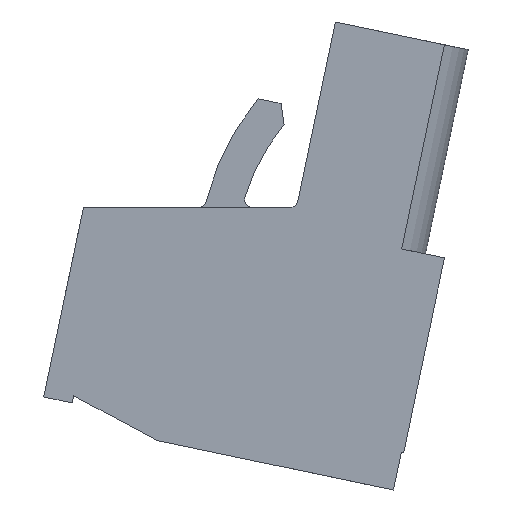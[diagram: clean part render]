
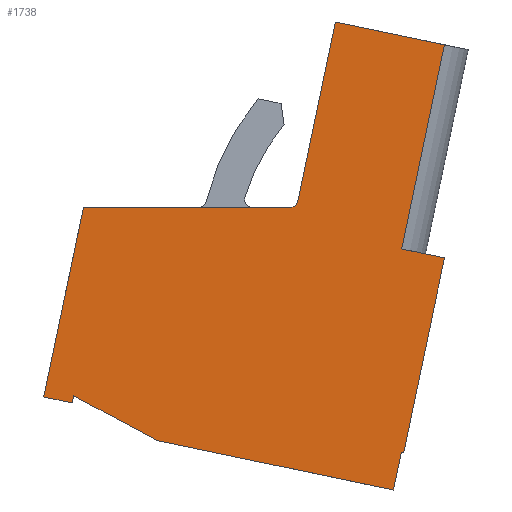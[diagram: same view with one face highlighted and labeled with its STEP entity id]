
A CAD part, left-side view. The second image highlights one B-rep face of the part: STEP entity #1738.
In plain terms, the highlighted planar face has unit normal (-1, 0, 0).
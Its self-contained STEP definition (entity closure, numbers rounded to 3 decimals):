
#24 = VERTEX_POINT ( 'NONE', #230 ) ;
#36 = EDGE_CURVE ( 'NONE', #4265, #4266, #274, .T. ) ;
#50 = EDGE_CURVE ( 'NONE', #4366, #24, #307, .T. ) ;
#78 = VERTEX_POINT ( 'NONE', #324 ) ;
#80 = EDGE_CURVE ( 'NONE', #87, #78, #323, .T. ) ;
#87 = VERTEX_POINT ( 'NONE', #372 ) ;
#230 = CARTESIAN_POINT ( 'NONE',  ( -15., 13.671, -8.076 ) ) ;
#271 = DIRECTION ( 'NONE',  ( 0., -0.979, -0.205 ) ) ;
#272 = VECTOR ( 'NONE', #271, 1000. ) ;
#273 = CARTESIAN_POINT ( 'NONE',  ( -15., 0.049, -10.11 ) ) ;
#274 = LINE ( 'NONE', #273, #272 ) ;
#304 = DIRECTION ( 'NONE',  ( 0., 0.205, -0.979 ) ) ;
#305 = VECTOR ( 'NONE', #304, 1000. ) ;
#306 = CARTESIAN_POINT ( 'NONE',  ( -15., 13.671, -8.076 ) ) ;
#307 = LINE ( 'NONE', #306, #305 ) ;
#319 = DIRECTION ( 'NONE',  ( 0., 0., 1. ) ) ;
#320 = DIRECTION ( 'NONE',  ( -1., 0., 0. ) ) ;
#321 = CARTESIAN_POINT ( 'NONE',  ( -15., 4.664, 0.3 ) ) ;
#322 = AXIS2_PLACEMENT_3D ( 'NONE', #321, #320, #319 ) ;
#323 = CIRCLE ( 'NONE', #322, 0.3 ) ;
#324 = CARTESIAN_POINT ( 'NONE',  ( -15., 4.371, 0.239 ) ) ;
#372 = CARTESIAN_POINT ( 'NONE',  ( -15., 4.664, 0. ) ) ;
#606 = CARTESIAN_POINT ( 'NONE',  ( -15., -1.779, 7.75 ) ) ;
#607 = AXIS2_PLACEMENT_3D ( 'NONE', #606, #665, #664 ) ;
#608 = PLANE ( 'NONE',  #607 ) ;
#613 = FACE_OUTER_BOUND ( 'NONE', #1800, .T. ) ;
#664 = DIRECTION ( 'NONE',  ( 0., 0., -1. ) ) ;
#665 = DIRECTION ( 'NONE',  ( 1., 0., 0. ) ) ;
#685 = DIRECTION ( 'NONE',  ( 0., -1., 0. ) ) ;
#686 = VECTOR ( 'NONE', #685, 1000. ) ;
#687 = CARTESIAN_POINT ( 'NONE',  ( -15., 6.583, 0. ) ) ;
#688 = LINE ( 'NONE', #687, #686 ) ;
#689 = CARTESIAN_POINT ( 'NONE',  ( -15., 13.207, 0. ) ) ;
#698 = DIRECTION ( 'NONE',  ( 0., 0.205, -0.979 ) ) ;
#699 = VECTOR ( 'NONE', #698, 1000. ) ;
#700 = CARTESIAN_POINT ( 'NONE',  ( -15., 14.026, -3.915 ) ) ;
#701 = LINE ( 'NONE', #700, #699 ) ;
#713 = DIRECTION ( 'NONE',  ( 0., -0.979, -0.205 ) ) ;
#714 = VECTOR ( 'NONE', #713, 1000. ) ;
#715 = CARTESIAN_POINT ( 'NONE',  ( -15., 14.258, -7.953 ) ) ;
#716 = LINE ( 'NONE', #715, #714 ) ;
#721 = CARTESIAN_POINT ( 'NONE',  ( -15., 14.846, -7.83 ) ) ;
#1738 = ADVANCED_FACE ( 'NONE', ( #613 ), #608, .F. ) ;
#1762 = VERTEX_POINT ( 'NONE', #689 ) ;
#1764 = EDGE_CURVE ( 'NONE', #1762, #87, #688, .T. ) ;
#1784 = VERTEX_POINT ( 'NONE', #721 ) ;
#1785 = ORIENTED_EDGE ( 'NONE', *, *, #4342, .T. ) ;
#1787 = ORIENTED_EDGE ( 'NONE', *, *, #50, .F. ) ;
#1789 = ORIENTED_EDGE ( 'NONE', *, *, #4377, .F. ) ;
#1790 = ORIENTED_EDGE ( 'NONE', *, *, #4287, .F. ) ;
#1791 = ORIENTED_EDGE ( 'NONE', *, *, #36, .T. ) ;
#1792 = ORIENTED_EDGE ( 'NONE', *, *, #4221, .F. ) ;
#1793 = EDGE_CURVE ( 'NONE', #1784, #24, #716, .T. ) ;
#1794 = ORIENTED_EDGE ( 'NONE', *, *, #4236, .F. ) ;
#1800 = EDGE_LOOP ( 'NONE', ( #1808, #1787, #1789, #1790, #1785, #1791, #1794, #1792, #1823, #1817, #1811, #1809, #1812, #1810 ) ) ;
#1808 = ORIENTED_EDGE ( 'NONE', *, *, #1793, .T. ) ;
#1809 = ORIENTED_EDGE ( 'NONE', *, *, #80, .F. ) ;
#1810 = ORIENTED_EDGE ( 'NONE', *, *, #1813, .T. ) ;
#1811 = ORIENTED_EDGE ( 'NONE', *, *, #4300, .F. ) ;
#1812 = ORIENTED_EDGE ( 'NONE', *, *, #1764, .F. ) ;
#1813 = EDGE_CURVE ( 'NONE', #1762, #1784, #701, .T. ) ;
#1817 = ORIENTED_EDGE ( 'NONE', *, *, #4304, .F. ) ;
#1823 = ORIENTED_EDGE ( 'NONE', *, *, #4399, .F. ) ;
#2266 = VECTOR ( 'NONE', #2484, 1000. ) ;
#2425 = VERTEX_POINT ( 'NONE', #2795 ) ;
#2484 = DIRECTION ( 'NONE',  ( 0., -0.979, -0.205 ) ) ;
#2795 = CARTESIAN_POINT ( 'NONE',  ( -15., 2.823, 7.635 ) ) ;
#3499 = CARTESIAN_POINT ( 'NONE',  ( -15., -1.68, -2.094 ) ) ;
#3756 = LINE ( 'NONE', #3499, #2266 ) ;
#3769 = CARTESIAN_POINT ( 'NONE',  ( -15., -1.68, -2.094 ) ) ;
#3793 = DIRECTION ( 'NONE',  ( 0., 0.205, -0.979 ) ) ;
#3794 = VECTOR ( 'NONE', #3793, 1000. ) ;
#3795 = CARTESIAN_POINT ( 'NONE',  ( -15., 0., -10.12 ) ) ;
#3796 = LINE ( 'NONE', #3795, #3794 ) ;
#3870 = CARTESIAN_POINT ( 'NONE',  ( -15., 10.153, -9.63 ) ) ;
#3871 = CARTESIAN_POINT ( 'NONE',  ( -15., 0., -10.12 ) ) ;
#3872 = CARTESIAN_POINT ( 'NONE',  ( -15., 0.098, -10.1 ) ) ;
#3885 = LINE ( 'NONE', #3948, #3947 ) ;
#3894 = DIRECTION ( 'NONE',  ( 0., -0.205, 0.979 ) ) ;
#3895 = VECTOR ( 'NONE', #3894, 1000. ) ;
#3896 = CARTESIAN_POINT ( 'NONE',  ( -15., 4.371, 0.239 ) ) ;
#3897 = LINE ( 'NONE', #3896, #3895 ) ;
#3907 = CARTESIAN_POINT ( 'NONE',  ( -15., -1.68, 6.692 ) ) ;
#3913 = DIRECTION ( 'NONE',  ( 0., 0.979, 0.205 ) ) ;
#3914 = VECTOR ( 'NONE', #3913, 1000. ) ;
#3915 = CARTESIAN_POINT ( 'NONE',  ( -15., 10.153, -9.63 ) ) ;
#3916 = LINE ( 'NONE', #3915, #3914 ) ;
#3926 = CARTESIAN_POINT ( 'NONE',  ( -15., 0.426, -11.666 ) ) ;
#3946 = DIRECTION ( 'NONE',  ( 0., -0.979, -0.205 ) ) ;
#3947 = VECTOR ( 'NONE', #3946, 1000. ) ;
#3948 = CARTESIAN_POINT ( 'NONE',  ( -15., -2.692, 6.48 ) ) ;
#3959 = CARTESIAN_POINT ( 'NONE',  ( -15., 13.61, -7.783 ) ) ;
#3977 = DIRECTION ( 'NONE',  ( 0., -0.205, 0.979 ) ) ;
#3978 = VECTOR ( 'NONE', #3977, 1000. ) ;
#3979 = CARTESIAN_POINT ( 'NONE',  ( -15., 0.262, -10.883 ) ) ;
#3980 = LINE ( 'NONE', #3979, #3978 ) ;
#4009 = DIRECTION ( 'NONE',  ( 0., 0.882, 0.471 ) ) ;
#4010 = VECTOR ( 'NONE', #4009, 1000. ) ;
#4011 = CARTESIAN_POINT ( 'NONE',  ( -15., 13.61, -7.783 ) ) ;
#4012 = LINE ( 'NONE', #4011, #4010 ) ;
#4015 = CARTESIAN_POINT ( 'NONE',  ( -15., 0.082, -1.725 ) ) ;
#4032 = DIRECTION ( 'NONE',  ( 0., 0.205, -0.979 ) ) ;
#4033 = VECTOR ( 'NONE', #4032, 1000. ) ;
#4034 = CARTESIAN_POINT ( 'NONE',  ( -15., 0.082, -1.725 ) ) ;
#4035 = LINE ( 'NONE', #4034, #4033 ) ;
#4213 = VERTEX_POINT ( 'NONE', #3769 ) ;
#4221 = EDGE_CURVE ( 'NONE', #4404, #4213, #3756, .T. ) ;
#4236 = EDGE_CURVE ( 'NONE', #4213, #4266, #3796, .T. ) ;
#4265 = VERTEX_POINT ( 'NONE', #3872 ) ;
#4266 = VERTEX_POINT ( 'NONE', #3871 ) ;
#4267 = VERTEX_POINT ( 'NONE', #3870 ) ;
#4287 = EDGE_CURVE ( 'NONE', #4332, #4267, #3916, .T. ) ;
#4290 = VERTEX_POINT ( 'NONE', #3907 ) ;
#4300 = EDGE_CURVE ( 'NONE', #78, #2425, #3897, .T. ) ;
#4304 = EDGE_CURVE ( 'NONE', #2425, #4290, #3885, .T. ) ;
#4332 = VERTEX_POINT ( 'NONE', #3926 ) ;
#4342 = EDGE_CURVE ( 'NONE', #4332, #4265, #3980, .T. ) ;
#4366 = VERTEX_POINT ( 'NONE', #3959 ) ;
#4377 = EDGE_CURVE ( 'NONE', #4267, #4366, #4012, .T. ) ;
#4399 = EDGE_CURVE ( 'NONE', #4290, #4404, #4035, .T. ) ;
#4404 = VERTEX_POINT ( 'NONE', #4015 ) ;
